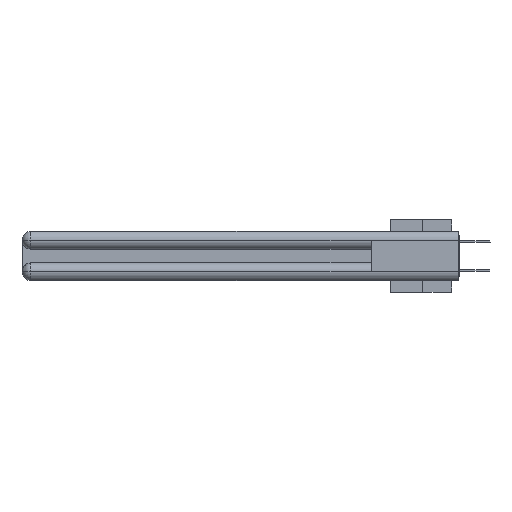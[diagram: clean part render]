
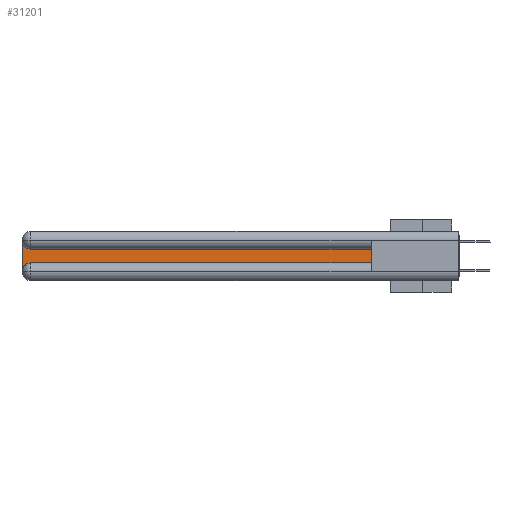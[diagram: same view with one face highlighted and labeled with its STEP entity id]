
A CAD part, left-side view. The second image highlights one B-rep face of the part: STEP entity #31201.
In plain terms, the highlighted planar face has unit normal (-1, 0, 0).
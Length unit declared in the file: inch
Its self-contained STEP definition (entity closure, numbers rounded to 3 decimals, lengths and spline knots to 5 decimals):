
#1127 = DIRECTION ( 'NONE',  ( 1., 0., 0. ) ) ;
#1616 = EDGE_CURVE ( 'NONE', #25915, #7324, #2296, .T. ) ;
#1786 = VECTOR ( 'NONE', #7904, 39.37008 ) ;
#1990 = DIRECTION ( 'NONE',  ( 0., 0., 1. ) ) ;
#2296 = LINE ( 'NONE', #5120, #1786 ) ;
#2927 = CARTESIAN_POINT ( 'NONE',  ( 0.075, 0.6, -0.1225 ) ) ;
#3140 = VECTOR ( 'NONE', #1990, 39.37008 ) ;
#3498 = AXIS2_PLACEMENT_3D ( 'NONE', #9394, #1127, #4304 ) ;
#4304 = DIRECTION ( 'NONE',  ( 0., 0., -1. ) ) ;
#4354 = ORIENTED_EDGE ( 'NONE', *, *, #24444, .T. ) ;
#5120 = CARTESIAN_POINT ( 'NONE',  ( 0.075, 0.6, -0.2175 ) ) ;
#5128 = CIRCLE ( 'NONE', #24669, 0.06 ) ;
#5709 = VERTEX_POINT ( 'NONE', #24176 ) ;
#6074 = AXIS2_PLACEMENT_3D ( 'NONE', #10890, #29578, #23989 ) ;
#7324 = VERTEX_POINT ( 'NONE', #29053 ) ;
#7904 = DIRECTION ( 'NONE',  ( 0., -1., 0. ) ) ;
#7993 = CARTESIAN_POINT ( 'NONE',  ( 0.075, 2.94, -0.0625 ) ) ;
#8987 = DIRECTION ( 'NONE',  ( 0., 0., -1. ) ) ;
#9394 = CARTESIAN_POINT ( 'NONE',  ( 0.075, 3., -0.1225 ) ) ;
#9601 = CARTESIAN_POINT ( 'NONE',  ( 0.075, 0.6, -0.1225 ) ) ;
#10026 = VECTOR ( 'NONE', #8987, 39.37008 ) ;
#10890 = CARTESIAN_POINT ( 'NONE',  ( 0.075, 2.94, -0.2775 ) ) ;
#11055 = EDGE_CURVE ( 'NONE', #16399, #15372, #24108, .T. ) ;
#13764 = EDGE_CURVE ( 'NONE', #5709, #25915, #29547, .T. ) ;
#13832 = VERTEX_POINT ( 'NONE', #27638 ) ;
#14646 = PLANE ( 'NONE',  #3498 ) ;
#15372 = VERTEX_POINT ( 'NONE', #27905 ) ;
#16399 = VERTEX_POINT ( 'NONE', #9601 ) ;
#16655 = EDGE_CURVE ( 'NONE', #15372, #13832, #5128, .T. ) ;
#17451 = EDGE_LOOP ( 'NONE', ( #21545, #20294, #29274, #17850, #29999, #4354 ) ) ;
#17850 = ORIENTED_EDGE ( 'NONE', *, *, #13764, .T. ) ;
#17966 = LINE ( 'NONE', #25972, #3140 ) ;
#18691 = DIRECTION ( 'NONE',  ( 0., 0., -1. ) ) ;
#20294 = ORIENTED_EDGE ( 'NONE', *, *, #16655, .T. ) ;
#21470 = LINE ( 'NONE', #32944, #10026 ) ;
#21545 = ORIENTED_EDGE ( 'NONE', *, *, #11055, .T. ) ;
#23989 = DIRECTION ( 'NONE',  ( 0., 0., -1. ) ) ;
#24108 = LINE ( 'NONE', #2927, #30604 ) ;
#24176 = CARTESIAN_POINT ( 'NONE',  ( 0.075, 3., -0.2775 ) ) ;
#24444 = EDGE_CURVE ( 'NONE', #7324, #16399, #17966, .T. ) ;
#24669 = AXIS2_PLACEMENT_3D ( 'NONE', #7993, #27054, #18691 ) ;
#24736 = CARTESIAN_POINT ( 'NONE',  ( 0.075, 2.94, -0.2175 ) ) ;
#25915 = VERTEX_POINT ( 'NONE', #24736 ) ;
#25972 = CARTESIAN_POINT ( 'NONE',  ( 0.075, 0.6, -0.2175 ) ) ;
#27054 = DIRECTION ( 'NONE',  ( 1., 0., 0. ) ) ;
#27638 = CARTESIAN_POINT ( 'NONE',  ( 0.075, 3., -0.0625 ) ) ;
#27905 = CARTESIAN_POINT ( 'NONE',  ( 0.075, 2.94, -0.1225 ) ) ;
#28431 = EDGE_CURVE ( 'NONE', #13832, #5709, #21470, .T. ) ;
#29053 = CARTESIAN_POINT ( 'NONE',  ( 0.075, 0.6, -0.2175 ) ) ;
#29274 = ORIENTED_EDGE ( 'NONE', *, *, #28431, .T. ) ;
#29547 = CIRCLE ( 'NONE', #6074, 0.06 ) ;
#29578 = DIRECTION ( 'NONE',  ( 1., 0., 0. ) ) ;
#29699 = DIRECTION ( 'NONE',  ( 0., 1., 0. ) ) ;
#29999 = ORIENTED_EDGE ( 'NONE', *, *, #1616, .T. ) ;
#30604 = VECTOR ( 'NONE', #29699, 39.37008 ) ;
#31201 = ADVANCED_FACE ( 'NONE', ( #33338 ), #14646, .F. ) ;
#32944 = CARTESIAN_POINT ( 'NONE',  ( 0.075, 3., -0.2175 ) ) ;
#33338 = FACE_OUTER_BOUND ( 'NONE', #17451, .T. ) ;
